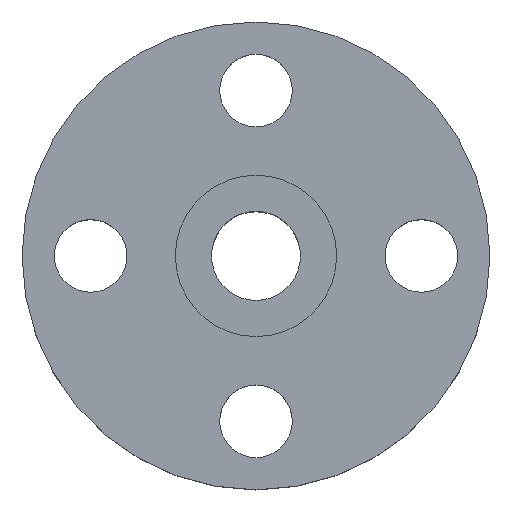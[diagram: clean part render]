
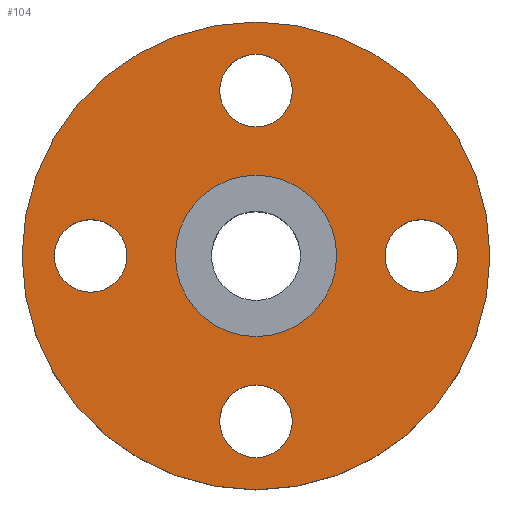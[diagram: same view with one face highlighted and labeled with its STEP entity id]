
A CAD part, top view. The second image highlights one B-rep face of the part: STEP entity #104.
In plain terms, the highlighted planar face has unit normal (0, 0, 1).
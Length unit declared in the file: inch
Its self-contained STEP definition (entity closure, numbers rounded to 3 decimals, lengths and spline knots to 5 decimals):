
#3 = CARTESIAN_POINT ( 'NONE',  ( -2.5625, 0., -0.25 ) ) ;
#8 = AXIS2_PLACEMENT_3D ( 'NONE', #681, #11, #262 ) ;
#11 = DIRECTION ( 'NONE',  ( 0., 0., 1. ) ) ;
#21 = CARTESIAN_POINT ( 'NONE',  ( -1.25, 0., -0.25 ) ) ;
#29 = ORIENTED_EDGE ( 'NONE', *, *, #36, .F. ) ;
#31 = EDGE_LOOP ( 'NONE', ( #199, #360 ) ) ;
#36 = EDGE_CURVE ( 'NONE', #421, #705, #254, .T. ) ;
#64 = ORIENTED_EDGE ( 'NONE', *, *, #648, .F. ) ;
#69 = VERTEX_POINT ( 'NONE', #772 ) ;
#70 = AXIS2_PLACEMENT_3D ( 'NONE', #721, #378, #178 ) ;
#71 = CIRCLE ( 'NONE', #570, 0.5625 ) ;
#72 = DIRECTION ( 'NONE',  ( 0., 0., 1. ) ) ;
#81 = DIRECTION ( 'NONE',  ( 0., 0., 1. ) ) ;
#84 = CIRCLE ( 'NONE', #383, 0.5625 ) ;
#97 = CIRCLE ( 'NONE', #299, 0.5625 ) ;
#100 = EDGE_LOOP ( 'NONE', ( #304, #157 ) ) ;
#104 = ADVANCED_FACE ( 'NONE', ( #323, #841, #255, #845, #854, #789 ), #246, .F. ) ;
#120 = AXIS2_PLACEMENT_3D ( 'NONE', #807, #271, #136 ) ;
#132 = ORIENTED_EDGE ( 'NONE', *, *, #652, .F. ) ;
#136 = DIRECTION ( 'NONE',  ( 0., 1., 0. ) ) ;
#150 = EDGE_CURVE ( 'NONE', #236, #367, #691, .T. ) ;
#157 = ORIENTED_EDGE ( 'NONE', *, *, #428, .F. ) ;
#163 = EDGE_LOOP ( 'NONE', ( #728, #670 ) ) ;
#172 = EDGE_CURVE ( 'NONE', #418, #818, #494, .T. ) ;
#177 = CARTESIAN_POINT ( 'NONE',  ( -2., 0., -0.25 ) ) ;
#178 = DIRECTION ( 'NONE',  ( 1., 0., 0. ) ) ;
#182 = EDGE_CURVE ( 'NONE', #780, #69, #97, .T. ) ;
#199 = ORIENTED_EDGE ( 'NONE', *, *, #253, .F. ) ;
#213 = CARTESIAN_POINT ( 'NONE',  ( 0., -2.5625, -0.25 ) ) ;
#223 = EDGE_CURVE ( 'NONE', #367, #236, #710, .T. ) ;
#225 = CIRCLE ( 'NONE', #722, 0.5625 ) ;
#236 = VERTEX_POINT ( 'NONE', #532 ) ;
#244 = CIRCLE ( 'NONE', #8, 1.25 ) ;
#246 = PLANE ( 'NONE',  #282 ) ;
#248 = CARTESIAN_POINT ( 'NONE',  ( 0., 0., -0.25 ) ) ;
#253 = EDGE_CURVE ( 'NONE', #336, #261, #225, .T. ) ;
#254 = CIRCLE ( 'NONE', #382, 0.5625 ) ;
#255 = FACE_BOUND ( 'NONE', #835, .T. ) ;
#258 = ORIENTED_EDGE ( 'NONE', *, *, #150, .T. ) ;
#260 = CARTESIAN_POINT ( 'NONE',  ( 0., 2.5625, -0.25 ) ) ;
#261 = VERTEX_POINT ( 'NONE', #788 ) ;
#262 = DIRECTION ( 'NONE',  ( 1., 0., 0. ) ) ;
#265 = CARTESIAN_POINT ( 'NONE',  ( -0.5625, -2.5625, -0.25 ) ) ;
#271 = DIRECTION ( 'NONE',  ( 0., 0., 1. ) ) ;
#282 = AXIS2_PLACEMENT_3D ( 'NONE', #386, #595, #718 ) ;
#299 = AXIS2_PLACEMENT_3D ( 'NONE', #518, #659, #318 ) ;
#300 = CIRCLE ( 'NONE', #643, 0.5625 ) ;
#304 = ORIENTED_EDGE ( 'NONE', *, *, #699, .F. ) ;
#318 = DIRECTION ( 'NONE',  ( -1., 0., 0. ) ) ;
#323 = FACE_BOUND ( 'NONE', #31, .T. ) ;
#335 = DIRECTION ( 'NONE',  ( 1., 0., 0. ) ) ;
#336 = VERTEX_POINT ( 'NONE', #782 ) ;
#337 = CARTESIAN_POINT ( 'NONE',  ( 2.5625, 0., -0.25 ) ) ;
#346 = VERTEX_POINT ( 'NONE', #177 ) ;
#350 = DIRECTION ( 'NONE',  ( 1., 0., 0. ) ) ;
#357 = CIRCLE ( 'NONE', #120, 0.5625 ) ;
#359 = CARTESIAN_POINT ( 'NONE',  ( 1.25, 0., -0.25 ) ) ;
#360 = ORIENTED_EDGE ( 'NONE', *, *, #519, .F. ) ;
#364 = ORIENTED_EDGE ( 'NONE', *, *, #223, .T. ) ;
#367 = VERTEX_POINT ( 'NONE', #546 ) ;
#378 = DIRECTION ( 'NONE',  ( 0., 0., 1. ) ) ;
#381 = DIRECTION ( 'NONE',  ( 0., 0., 1. ) ) ;
#382 = AXIS2_PLACEMENT_3D ( 'NONE', #213, #81, #440 ) ;
#383 = AXIS2_PLACEMENT_3D ( 'NONE', #337, #72, #550 ) ;
#386 = CARTESIAN_POINT ( 'NONE',  ( 0., 1.25, -0.25 ) ) ;
#392 = DIRECTION ( 'NONE',  ( 1., 0., 0. ) ) ;
#397 = CIRCLE ( 'NONE', #842, 0.5625 ) ;
#404 = DIRECTION ( 'NONE',  ( 0., 0., 1. ) ) ;
#416 = CARTESIAN_POINT ( 'NONE',  ( 0.5625, -2.5625, -0.25 ) ) ;
#418 = VERTEX_POINT ( 'NONE', #21 ) ;
#421 = VERTEX_POINT ( 'NONE', #416 ) ;
#428 = EDGE_CURVE ( 'NONE', #491, #346, #300, .T. ) ;
#430 = DIRECTION ( 'NONE',  ( 0., -1., 0. ) ) ;
#440 = DIRECTION ( 'NONE',  ( 0., 1., 0. ) ) ;
#466 = EDGE_LOOP ( 'NONE', ( #258, #364 ) ) ;
#487 = DIRECTION ( 'NONE',  ( 0., 0., 1. ) ) ;
#491 = VERTEX_POINT ( 'NONE', #610 ) ;
#494 = CIRCLE ( 'NONE', #773, 1.25 ) ;
#508 = DIRECTION ( 'NONE',  ( 0., 0., 1. ) ) ;
#518 = CARTESIAN_POINT ( 'NONE',  ( 2.5625, 0., -0.25 ) ) ;
#519 = EDGE_CURVE ( 'NONE', #261, #336, #397, .T. ) ;
#528 = CARTESIAN_POINT ( 'NONE',  ( 0., 0., -0.25 ) ) ;
#532 = CARTESIAN_POINT ( 'NONE',  ( 3.625, 0., -0.25 ) ) ;
#543 = DIRECTION ( 'NONE',  ( 0., 0., 1. ) ) ;
#546 = CARTESIAN_POINT ( 'NONE',  ( -3.625, 0., -0.25 ) ) ;
#550 = DIRECTION ( 'NONE',  ( -1., 0., 0. ) ) ;
#570 = AXIS2_PLACEMENT_3D ( 'NONE', #3, #543, #740 ) ;
#595 = DIRECTION ( 'NONE',  ( 0., 0., -1. ) ) ;
#610 = CARTESIAN_POINT ( 'NONE',  ( -3.125, 0., -0.25 ) ) ;
#643 = AXIS2_PLACEMENT_3D ( 'NONE', #678, #487, #350 ) ;
#645 = CARTESIAN_POINT ( 'NONE',  ( 0., 2.5625, -0.25 ) ) ;
#648 = EDGE_CURVE ( 'NONE', #705, #421, #357, .T. ) ;
#652 = EDGE_CURVE ( 'NONE', #69, #780, #84, .T. ) ;
#655 = AXIS2_PLACEMENT_3D ( 'NONE', #528, #743, #335 ) ;
#659 = DIRECTION ( 'NONE',  ( 0., 0., 1. ) ) ;
#670 = ORIENTED_EDGE ( 'NONE', *, *, #172, .F. ) ;
#678 = CARTESIAN_POINT ( 'NONE',  ( -2.5625, 0., -0.25 ) ) ;
#681 = CARTESIAN_POINT ( 'NONE',  ( 0., 0., -0.25 ) ) ;
#691 = CIRCLE ( 'NONE', #70, 3.625 ) ;
#699 = EDGE_CURVE ( 'NONE', #346, #491, #71, .T. ) ;
#701 = CARTESIAN_POINT ( 'NONE',  ( 3.125, 0., -0.25 ) ) ;
#705 = VERTEX_POINT ( 'NONE', #265 ) ;
#710 = CIRCLE ( 'NONE', #655, 3.625 ) ;
#718 = DIRECTION ( 'NONE',  ( -1., 0., 0. ) ) ;
#721 = CARTESIAN_POINT ( 'NONE',  ( 0., 0., -0.25 ) ) ;
#722 = AXIS2_PLACEMENT_3D ( 'NONE', #260, #404, #849 ) ;
#724 = EDGE_CURVE ( 'NONE', #818, #418, #244, .T. ) ;
#728 = ORIENTED_EDGE ( 'NONE', *, *, #724, .F. ) ;
#740 = DIRECTION ( 'NONE',  ( 1., 0., 0. ) ) ;
#743 = DIRECTION ( 'NONE',  ( 0., 0., 1. ) ) ;
#772 = CARTESIAN_POINT ( 'NONE',  ( 2., 0., -0.25 ) ) ;
#773 = AXIS2_PLACEMENT_3D ( 'NONE', #248, #381, #392 ) ;
#780 = VERTEX_POINT ( 'NONE', #701 ) ;
#782 = CARTESIAN_POINT ( 'NONE',  ( 0.5625, 2.5625, -0.25 ) ) ;
#788 = CARTESIAN_POINT ( 'NONE',  ( -0.5625, 2.5625, -0.25 ) ) ;
#789 = FACE_OUTER_BOUND ( 'NONE', #466, .T. ) ;
#807 = CARTESIAN_POINT ( 'NONE',  ( 0., -2.5625, -0.25 ) ) ;
#818 = VERTEX_POINT ( 'NONE', #359 ) ;
#832 = EDGE_LOOP ( 'NONE', ( #846, #132 ) ) ;
#835 = EDGE_LOOP ( 'NONE', ( #29, #64 ) ) ;
#841 = FACE_BOUND ( 'NONE', #832, .T. ) ;
#842 = AXIS2_PLACEMENT_3D ( 'NONE', #645, #508, #430 ) ;
#845 = FACE_BOUND ( 'NONE', #100, .T. ) ;
#846 = ORIENTED_EDGE ( 'NONE', *, *, #182, .F. ) ;
#849 = DIRECTION ( 'NONE',  ( 0., -1., 0. ) ) ;
#854 = FACE_BOUND ( 'NONE', #163, .T. ) ;
